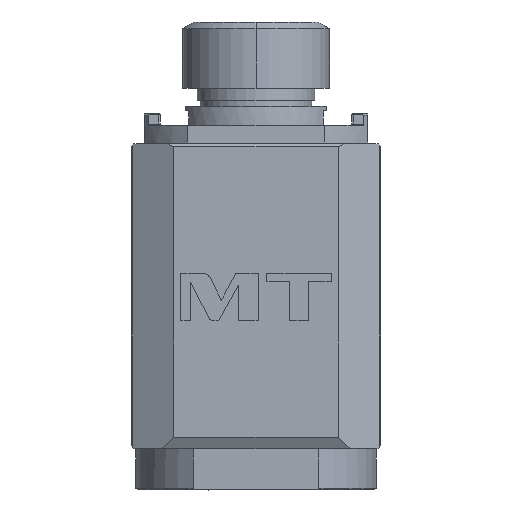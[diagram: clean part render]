
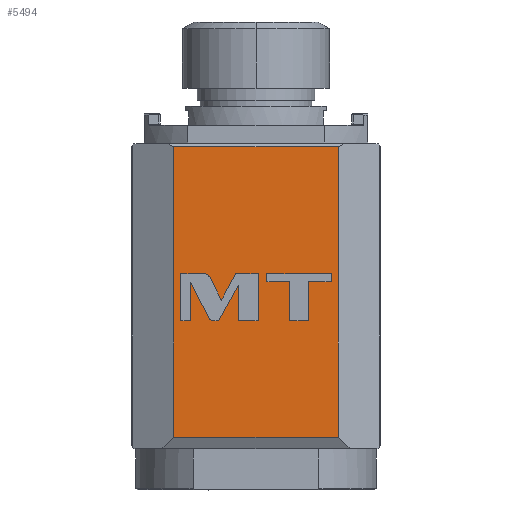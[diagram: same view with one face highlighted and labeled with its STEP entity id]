
A CAD part, left-side view. The second image highlights one B-rep face of the part: STEP entity #5494.
In plain terms, the highlighted planar face has unit normal (-1, 0, 0).
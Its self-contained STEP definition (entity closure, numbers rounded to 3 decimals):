
#1029=DIRECTION('',(0.,1.,0.));
#1030=VECTOR('',#1029,56.);
#1031=CARTESIAN_POINT('',(-124.,-28.,51.2));
#1032=LINE('',#1031,#1030);
#1033=DIRECTION('',(0.,0.,1.));
#1034=VECTOR('',#1033,98.7);
#1035=CARTESIAN_POINT('',(-124.,-28.,-47.5));
#1036=LINE('',#1035,#1034);
#1037=DIRECTION('',(0.,-1.,0.));
#1038=VECTOR('',#1037,56.);
#1039=CARTESIAN_POINT('',(-124.,28.,-47.5));
#1040=LINE('',#1039,#1038);
#1041=DIRECTION('',(0.,0.,1.));
#1042=VECTOR('',#1041,98.7);
#1043=CARTESIAN_POINT('',(-124.,28.,-47.5));
#1044=LINE('',#1043,#1042);
#1045=CARTESIAN_POINT('',(-124.,15.816,6.958));
#1046=CARTESIAN_POINT('',(-124.,16.148,7.601));
#1047=CARTESIAN_POINT('',(-124.,16.804,8.));
#1048=CARTESIAN_POINT('',(-124.,17.528,8.));
#1050=DIRECTION('',(0.,1.,0.));
#1051=VECTOR('',#1050,8.043);
#1052=CARTESIAN_POINT('',(-124.,17.528,8.));
#1053=LINE('',#1052,#1051);
#1054=DIRECTION('',(0.,0.,-1.));
#1055=VECTOR('',#1054,16.);
#1056=CARTESIAN_POINT('',(-124.,25.571,8.));
#1057=LINE('',#1056,#1055);
#1058=DIRECTION('',(0.,-1.,0.));
#1059=VECTOR('',#1058,3.328);
#1060=CARTESIAN_POINT('',(-124.,25.571,-8.));
#1061=LINE('',#1060,#1059);
#1062=DIRECTION('',(0.,0.,1.));
#1063=VECTOR('',#1062,12.962);
#1064=CARTESIAN_POINT('',(-124.,22.243,-8.));
#1065=LINE('',#1064,#1063);
#1066=DIRECTION('',(0.,-0.459,-0.888));
#1067=VECTOR('',#1066,13.419);
#1068=CARTESIAN_POINT('',(-124.,22.243,4.962));
#1069=LINE('',#1068,#1067);
#1070=CARTESIAN_POINT('',(-124.,16.08,-6.958));
#1071=CARTESIAN_POINT('',(-124.,15.747,-7.601));
#1072=CARTESIAN_POINT('',(-124.,15.091,-8.));
#1073=CARTESIAN_POINT('',(-124.,14.367,-8.));
#1075=DIRECTION('',(0.,-1.,0.));
#1076=VECTOR('',#1075,1.669);
#1077=CARTESIAN_POINT('',(-124.,14.367,-8.));
#1078=LINE('',#1077,#1076);
#1079=DIRECTION('',(0.,-0.481,0.877));
#1080=VECTOR('',#1079,13.883);
#1081=CARTESIAN_POINT('',(-124.,12.698,-8.));
#1082=LINE('',#1081,#1080);
#1083=DIRECTION('',(0.,0.,-1.));
#1084=VECTOR('',#1083,12.17);
#1085=CARTESIAN_POINT('',(-124.,6.018,4.17));
#1086=LINE('',#1085,#1084);
#1087=DIRECTION('',(0.,-1.,0.));
#1088=VECTOR('',#1087,6.733);
#1089=CARTESIAN_POINT('',(-124.,6.018,-8.));
#1090=LINE('',#1089,#1088);
#1091=DIRECTION('',(0.,0.,1.));
#1092=VECTOR('',#1091,16.);
#1093=CARTESIAN_POINT('',(-124.,-0.715,-8.));
#1094=LINE('',#1093,#1092);
#1095=DIRECTION('',(0.,1.,0.));
#1096=VECTOR('',#1095,7.59);
#1097=CARTESIAN_POINT('',(-124.,-0.715,8.));
#1098=LINE('',#1097,#1096);
#1099=DIRECTION('',(0.,0.481,-0.877));
#1100=VECTOR('',#1099,10.144);
#1101=CARTESIAN_POINT('',(-124.,6.875,8.));
#1102=LINE('',#1101,#1100);
#1103=DIRECTION('',(0.,0.459,0.888));
#1104=VECTOR('',#1103,8.838);
#1105=CARTESIAN_POINT('',(-124.,11.756,-0.893));
#1106=LINE('',#1105,#1104);
#1107=DIRECTION('',(0.,0.,-1.));
#1108=VECTOR('',#1107,13.275);
#1109=CARTESIAN_POINT('',(-124.,-11.475,5.275));
#1110=LINE('',#1109,#1108);
#1111=DIRECTION('',(0.,-1.,0.));
#1112=VECTOR('',#1111,6.337);
#1113=CARTESIAN_POINT('',(-124.,-11.475,-8.));
#1114=LINE('',#1113,#1112);
#1115=DIRECTION('',(0.,0.,1.));
#1116=VECTOR('',#1115,13.275);
#1117=CARTESIAN_POINT('',(-124.,-17.812,-8.));
#1118=LINE('',#1117,#1116);
#1119=DIRECTION('',(0.,-1.,0.));
#1120=VECTOR('',#1119,7.757);
#1121=CARTESIAN_POINT('',(-124.,-17.812,5.275));
#1122=LINE('',#1121,#1120);
#1123=DIRECTION('',(0.,0.,1.));
#1124=VECTOR('',#1123,2.725);
#1125=CARTESIAN_POINT('',(-124.,-25.569,5.275));
#1126=LINE('',#1125,#1124);
#1127=DIRECTION('',(0.,1.,0.));
#1128=VECTOR('',#1127,21.851);
#1129=CARTESIAN_POINT('',(-124.,-25.569,8.));
#1130=LINE('',#1129,#1128);
#1131=DIRECTION('',(0.,0.,-1.));
#1132=VECTOR('',#1131,2.725);
#1133=CARTESIAN_POINT('',(-124.,-3.718,8.));
#1134=LINE('',#1133,#1132);
#1135=DIRECTION('',(0.,-1.,0.));
#1136=VECTOR('',#1135,7.757);
#1137=CARTESIAN_POINT('',(-124.,-3.718,5.275));
#1138=LINE('',#1137,#1136);
#3633=CARTESIAN_POINT('',(-124.,-28.,-47.5));
#3635=VERTEX_POINT('',#3633);
#3639=CARTESIAN_POINT('',(-124.,28.,-47.5));
#3640=VERTEX_POINT('',#3639);
#3645=CARTESIAN_POINT('',(-124.,-28.,51.2));
#3646=VERTEX_POINT('',#3645);
#3647=CARTESIAN_POINT('',(-124.,28.,51.2));
#3648=VERTEX_POINT('',#3647);
#4288=CARTESIAN_POINT('',(-124.,15.816,6.958));
#4289=VERTEX_POINT('',#4288);
#4290=CARTESIAN_POINT('',(-124.,17.528,8.));
#4291=VERTEX_POINT('',#4290);
#4292=CARTESIAN_POINT('',(-124.,25.571,8.));
#4293=VERTEX_POINT('',#4292);
#4294=CARTESIAN_POINT('',(-124.,25.571,-8.));
#4295=VERTEX_POINT('',#4294);
#4296=CARTESIAN_POINT('',(-124.,22.243,-8.));
#4297=VERTEX_POINT('',#4296);
#4298=CARTESIAN_POINT('',(-124.,22.243,4.962));
#4299=VERTEX_POINT('',#4298);
#4300=CARTESIAN_POINT('',(-124.,16.08,-6.958));
#4301=VERTEX_POINT('',#4300);
#4302=CARTESIAN_POINT('',(-124.,14.367,-8.));
#4303=VERTEX_POINT('',#4302);
#4304=CARTESIAN_POINT('',(-124.,12.698,-8.));
#4305=VERTEX_POINT('',#4304);
#4306=CARTESIAN_POINT('',(-124.,6.018,4.17));
#4307=VERTEX_POINT('',#4306);
#4308=CARTESIAN_POINT('',(-124.,6.018,-8.));
#4309=VERTEX_POINT('',#4308);
#4310=CARTESIAN_POINT('',(-124.,-0.715,-8.));
#4311=VERTEX_POINT('',#4310);
#4312=CARTESIAN_POINT('',(-124.,-0.715,8.));
#4313=VERTEX_POINT('',#4312);
#4314=CARTESIAN_POINT('',(-124.,6.875,8.));
#4315=VERTEX_POINT('',#4314);
#4316=CARTESIAN_POINT('',(-124.,11.756,-0.893));
#4317=VERTEX_POINT('',#4316);
#4318=CARTESIAN_POINT('',(-124.,-11.475,5.275));
#4319=VERTEX_POINT('',#4318);
#4320=CARTESIAN_POINT('',(-124.,-11.475,-8.));
#4321=VERTEX_POINT('',#4320);
#4322=CARTESIAN_POINT('',(-124.,-17.812,-8.));
#4323=VERTEX_POINT('',#4322);
#4324=CARTESIAN_POINT('',(-124.,-17.812,5.275));
#4325=VERTEX_POINT('',#4324);
#4326=CARTESIAN_POINT('',(-124.,-25.569,5.275));
#4327=VERTEX_POINT('',#4326);
#4328=CARTESIAN_POINT('',(-124.,-25.569,8.));
#4329=VERTEX_POINT('',#4328);
#4330=CARTESIAN_POINT('',(-124.,-3.718,8.));
#4331=VERTEX_POINT('',#4330);
#4332=CARTESIAN_POINT('',(-124.,-3.718,5.275));
#4333=VERTEX_POINT('',#4332);
#5433=CARTESIAN_POINT('',(-124.,0.,0.));
#5434=DIRECTION('',(1.,0.,0.));
#5435=DIRECTION('',(0.,1.,0.));
#5436=AXIS2_PLACEMENT_3D('',#5433,#5434,#5435);
#5437=PLANE('',#5436);
#5438=ORIENTED_EDGE('',*,*,#5383,.F.);
#5439=ORIENTED_EDGE('',*,*,#5403,.F.);
#5440=ORIENTED_EDGE('',*,*,#5428,.F.);
#5441=ORIENTED_EDGE('',*,*,#5362,.T.);
#5442=EDGE_LOOP('',(#5438,#5439,#5440,#5441));
#5443=FACE_OUTER_BOUND('',#5442,.F.);
#5445=ORIENTED_EDGE('',*,*,#5444,.T.);
#5447=ORIENTED_EDGE('',*,*,#5446,.T.);
#5449=ORIENTED_EDGE('',*,*,#5448,.T.);
#5451=ORIENTED_EDGE('',*,*,#5450,.T.);
#5453=ORIENTED_EDGE('',*,*,#5452,.T.);
#5455=ORIENTED_EDGE('',*,*,#5454,.T.);
#5457=ORIENTED_EDGE('',*,*,#5456,.T.);
#5459=ORIENTED_EDGE('',*,*,#5458,.T.);
#5461=ORIENTED_EDGE('',*,*,#5460,.T.);
#5463=ORIENTED_EDGE('',*,*,#5462,.T.);
#5465=ORIENTED_EDGE('',*,*,#5464,.T.);
#5467=ORIENTED_EDGE('',*,*,#5466,.T.);
#5469=ORIENTED_EDGE('',*,*,#5468,.T.);
#5471=ORIENTED_EDGE('',*,*,#5470,.T.);
#5473=ORIENTED_EDGE('',*,*,#5472,.T.);
#5474=EDGE_LOOP('',(#5445,#5447,#5449,#5451,#5453,#5455,#5457,#5459,#5461,#5463,
#5465,#5467,#5469,#5471,#5473));
#5475=FACE_BOUND('',#5474,.F.);
#5477=ORIENTED_EDGE('',*,*,#5476,.T.);
#5479=ORIENTED_EDGE('',*,*,#5478,.T.);
#5481=ORIENTED_EDGE('',*,*,#5480,.T.);
#5483=ORIENTED_EDGE('',*,*,#5482,.T.);
#5485=ORIENTED_EDGE('',*,*,#5484,.T.);
#5487=ORIENTED_EDGE('',*,*,#5486,.T.);
#5489=ORIENTED_EDGE('',*,*,#5488,.T.);
#5491=ORIENTED_EDGE('',*,*,#5490,.T.);
#5492=EDGE_LOOP('',(#5477,#5479,#5481,#5483,#5485,#5487,#5489,#5491));
#5493=FACE_BOUND('',#5492,.F.);
#5494=ADVANCED_FACE('',(#5443,#5475,#5493),#5437,.F.);
#1049=B_SPLINE_CURVE_WITH_KNOTS('',3,(#1045,#1046,#1047,#1048),.UNSPECIFIED.,
.F.,.F.,(4,4),(0.,1.),.UNSPECIFIED.);
#1074=B_SPLINE_CURVE_WITH_KNOTS('',3,(#1070,#1071,#1072,#1073),.UNSPECIFIED.,
.F.,.F.,(4,4),(0.,1.),.UNSPECIFIED.);
#5362=EDGE_CURVE('',#3640,#3648,#1044,.T.);
#5383=EDGE_CURVE('',#3646,#3648,#1032,.T.);
#5403=EDGE_CURVE('',#3635,#3646,#1036,.T.);
#5428=EDGE_CURVE('',#3640,#3635,#1040,.T.);
#5444=EDGE_CURVE('',#4289,#4291,#1049,.T.);
#5446=EDGE_CURVE('',#4291,#4293,#1053,.T.);
#5448=EDGE_CURVE('',#4293,#4295,#1057,.T.);
#5450=EDGE_CURVE('',#4295,#4297,#1061,.T.);
#5452=EDGE_CURVE('',#4297,#4299,#1065,.T.);
#5454=EDGE_CURVE('',#4299,#4301,#1069,.T.);
#5456=EDGE_CURVE('',#4301,#4303,#1074,.T.);
#5458=EDGE_CURVE('',#4303,#4305,#1078,.T.);
#5460=EDGE_CURVE('',#4305,#4307,#1082,.T.);
#5462=EDGE_CURVE('',#4307,#4309,#1086,.T.);
#5464=EDGE_CURVE('',#4309,#4311,#1090,.T.);
#5466=EDGE_CURVE('',#4311,#4313,#1094,.T.);
#5468=EDGE_CURVE('',#4313,#4315,#1098,.T.);
#5470=EDGE_CURVE('',#4315,#4317,#1102,.T.);
#5472=EDGE_CURVE('',#4317,#4289,#1106,.T.);
#5476=EDGE_CURVE('',#4319,#4321,#1110,.T.);
#5478=EDGE_CURVE('',#4321,#4323,#1114,.T.);
#5480=EDGE_CURVE('',#4323,#4325,#1118,.T.);
#5482=EDGE_CURVE('',#4325,#4327,#1122,.T.);
#5484=EDGE_CURVE('',#4327,#4329,#1126,.T.);
#5486=EDGE_CURVE('',#4329,#4331,#1130,.T.);
#5488=EDGE_CURVE('',#4331,#4333,#1134,.T.);
#5490=EDGE_CURVE('',#4333,#4319,#1138,.T.);
